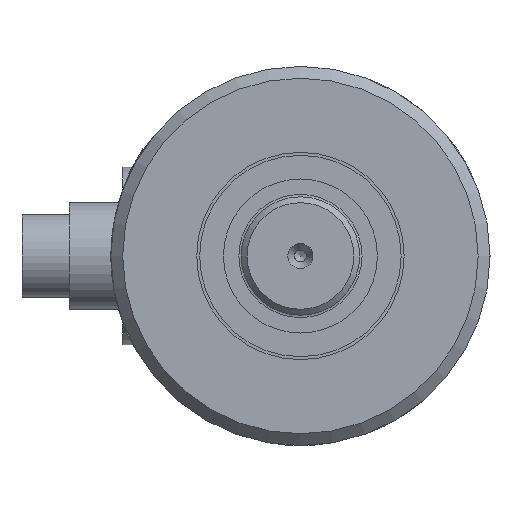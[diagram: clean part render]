
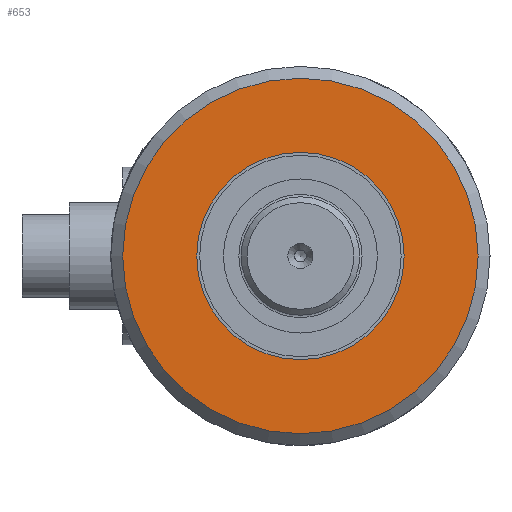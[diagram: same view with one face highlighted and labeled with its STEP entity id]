
A CAD part, left-side view. The second image highlights one B-rep face of the part: STEP entity #653.
In plain terms, the highlighted face is planar.
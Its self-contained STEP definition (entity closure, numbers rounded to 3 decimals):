
#653 = ADVANCED_FACE( '', ( #1291, #1292 ), #1293, .T. );
#1291 = FACE_OUTER_BOUND( '', #1969, .T. );
#1292 = FACE_BOUND( '', #1970, .T. );
#1293 = PLANE( '', #1971 );
#1969 = EDGE_LOOP( '', ( #3083 ) );
#1970 = EDGE_LOOP( '', ( #3084 ) );
#1971 = AXIS2_PLACEMENT_3D( '', #3085, #3086, #3087 );
#3083 = ORIENTED_EDGE( '', *, *, #3996, .T. );
#3084 = ORIENTED_EDGE( '', *, *, #3664, .T. );
#3085 = CARTESIAN_POINT( '', ( 14., 0., 16. ) );
#3086 = DIRECTION( '', ( 1., 0., 0. ) );
#3087 = DIRECTION( '', ( 0., 0., -1. ) );
#3664 = EDGE_CURVE( '', #4217, #4217, #4218, .T. );
#3996 = EDGE_CURVE( '', #4709, #4709, #4710, .T. );
#4217 = VERTEX_POINT( '', #5037 );
#4218 = CIRCLE( '', #5038, 8.75 );
#4709 = VERTEX_POINT( '', #6096 );
#4710 = CIRCLE( '', #6097, 15. );
#5037 = CARTESIAN_POINT( '', ( 14., 0., 8.75 ) );
#5038 = AXIS2_PLACEMENT_3D( '', #6369, #6370, #6371 );
#6096 = CARTESIAN_POINT( '', ( 14., 0., -15. ) );
#6097 = AXIS2_PLACEMENT_3D( '', #6773, #6774, #6775 );
#6369 = CARTESIAN_POINT( '', ( 14., 0., 0. ) );
#6370 = DIRECTION( '', ( -1., 0., 0. ) );
#6371 = DIRECTION( '', ( 0., 0., 1. ) );
#6773 = CARTESIAN_POINT( '', ( 14., 0., 0. ) );
#6774 = DIRECTION( '', ( 1., 0., 0. ) );
#6775 = DIRECTION( '', ( 0., 0., -1. ) );
